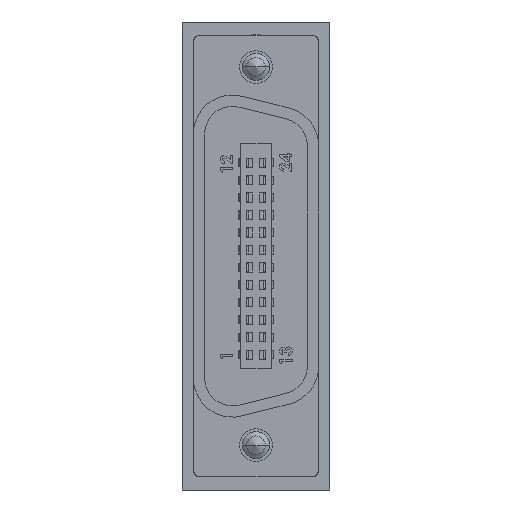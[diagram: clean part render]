
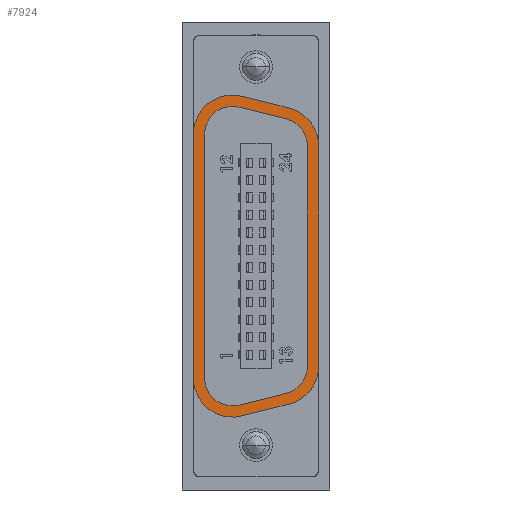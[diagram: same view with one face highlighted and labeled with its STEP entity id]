
A CAD part, left-side view. The second image highlights one B-rep face of the part: STEP entity #7924.
In plain terms, the highlighted face is planar.
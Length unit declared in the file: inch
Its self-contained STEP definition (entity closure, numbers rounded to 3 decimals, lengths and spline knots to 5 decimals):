
#811 = EDGE_CURVE ( 'NONE', #3733, #27749, #9644, .T. ) ;
#2036 = VERTEX_POINT ( 'NONE', #50542 ) ;
#3733 = VERTEX_POINT ( 'NONE', #28494 ) ;
#3739 = AXIS2_PLACEMENT_3D ( 'NONE', #33145, #28090, #14945 ) ;
#3773 = CARTESIAN_POINT ( 'NONE',  ( -0.77886, 0.28, -0.06903 ) ) ;
#5400 = DIRECTION ( 'NONE',  ( 0., 1., 0. ) ) ;
#5822 = VECTOR ( 'NONE', #32812, 39.37008 ) ;
#6064 = DIRECTION ( 'NONE',  ( 1., 0., 0. ) ) ;
#6999 = CARTESIAN_POINT ( 'NONE',  ( -0.53715, 0.28, 0.305 ) ) ;
#7158 = CIRCLE ( 'NONE', #27690, 0.135 ) ;
#7303 = EDGE_CURVE ( 'NONE', #13060, #57882, #48189, .T. ) ;
#7406 = CARTESIAN_POINT ( 'NONE',  ( 0.77886, 0.28, -0.06903 ) ) ;
#7924 = ADVANCED_FACE ( 'NONE', ( #54831, #29136 ), #20681, .T. ) ;
#8016 = ORIENTED_EDGE ( 'NONE', *, *, #49000, .T. ) ;
#8112 = CARTESIAN_POINT ( 'NONE',  ( 0.72549, 0.28, -0.08234 ) ) ;
#8208 = AXIS2_PLACEMENT_3D ( 'NONE', #50909, #36302, #40973 ) ;
#8371 = CIRCLE ( 'NONE', #31482, 0.135 ) ;
#8553 = LINE ( 'NONE', #62248, #50903 ) ;
#8605 = CARTESIAN_POINT ( 'NONE',  ( -0.5945, 0.28, -0.305 ) ) ;
#9644 = LINE ( 'NONE', #8605, #16466 ) ;
#9969 = CARTESIAN_POINT ( 'NONE',  ( -0.53715, 0.28, 0.25 ) ) ;
#10008 = EDGE_CURVE ( 'NONE', #16755, #39432, #18157, .T. ) ;
#10413 = DIRECTION ( 'NONE',  ( 0., 0., 1. ) ) ;
#10816 = LINE ( 'NONE', #60985, #14585 ) ;
#12288 = CARTESIAN_POINT ( 'NONE',  ( -0.5945, 0.28, -0.115 ) ) ;
#12723 = EDGE_LOOP ( 'NONE', ( #16003, #43020, #45371, #24164, #24835, #24732, #51461, #57904 ) ) ;
#13060 = VERTEX_POINT ( 'NONE', #8112 ) ;
#13906 = DIRECTION ( 'NONE',  ( 0.242, 0., 0.97 ) ) ;
#14585 = VECTOR ( 'NONE', #51098, 39.37008 ) ;
#14673 = VECTOR ( 'NONE', #54502, 39.37008 ) ;
#14945 = DIRECTION ( 'NONE',  ( 0., 0., 1. ) ) ;
#16003 = ORIENTED_EDGE ( 'NONE', *, *, #33152, .F. ) ;
#16466 = VECTOR ( 'NONE', #33099, 39.37008 ) ;
#16755 = VERTEX_POINT ( 'NONE', #9969 ) ;
#16957 = EDGE_CURVE ( 'NONE', #28237, #13060, #10816, .T. ) ;
#17372 = DIRECTION ( 'NONE',  ( 0., 1., 0. ) ) ;
#18013 = ORIENTED_EDGE ( 'NONE', *, *, #58021, .T. ) ;
#18157 = LINE ( 'NONE', #49168, #39350 ) ;
#18694 = LINE ( 'NONE', #27939, #5822 ) ;
#18764 = DIRECTION ( 'NONE',  ( 0., 1., 0. ) ) ;
#19127 = DIRECTION ( 'NONE',  ( 0.242, 0., 0.97 ) ) ;
#19630 = EDGE_CURVE ( 'NONE', #46225, #22315, #45982, .T. ) ;
#19731 = EDGE_CURVE ( 'NONE', #39432, #28237, #23964, .T. ) ;
#20681 = PLANE ( 'NONE',  #36359 ) ;
#20866 = EDGE_CURVE ( 'NONE', #22315, #40764, #23251, .T. ) ;
#21003 = AXIS2_PLACEMENT_3D ( 'NONE', #38897, #53047, #53864 ) ;
#22122 = EDGE_CURVE ( 'NONE', #40764, #23530, #54030, .T. ) ;
#22248 = VECTOR ( 'NONE', #13906, 39.37008 ) ;
#22315 = VERTEX_POINT ( 'NONE', #60385 ) ;
#22794 = ORIENTED_EDGE ( 'NONE', *, *, #19630, .T. ) ;
#23251 = CIRCLE ( 'NONE', #54032, 0.19 ) ;
#23530 = VERTEX_POINT ( 'NONE', #7406 ) ;
#23907 = ORIENTED_EDGE ( 'NONE', *, *, #22122, .T. ) ;
#23964 = CIRCLE ( 'NONE', #8208, 0.135 ) ;
#24164 = ORIENTED_EDGE ( 'NONE', *, *, #16957, .F. ) ;
#24732 = ORIENTED_EDGE ( 'NONE', *, *, #10008, .F. ) ;
#24835 = ORIENTED_EDGE ( 'NONE', *, *, #19731, .F. ) ;
#25676 = CARTESIAN_POINT ( 'NONE',  ( -0.77886, 0.28, -0.06903 ) ) ;
#25788 = DIRECTION ( 'NONE',  ( 0., 0., 1. ) ) ;
#25791 = CARTESIAN_POINT ( 'NONE',  ( 0.77886, 0.28, -0.06903 ) ) ;
#27690 = AXIS2_PLACEMENT_3D ( 'NONE', #12288, #17372, #51000 ) ;
#27749 = VERTEX_POINT ( 'NONE', #27867 ) ;
#27867 = CARTESIAN_POINT ( 'NONE',  ( -0.5945, 0.28, -0.305 ) ) ;
#27939 = CARTESIAN_POINT ( 'NONE',  ( 0.5945, 0.28, -0.25 ) ) ;
#28090 = DIRECTION ( 'NONE',  ( 0., 1., 0. ) ) ;
#28237 = VERTEX_POINT ( 'NONE', #46024 ) ;
#28295 = CARTESIAN_POINT ( 'NONE',  ( -0.53715, 0.28, 0.115 ) ) ;
#28494 = CARTESIAN_POINT ( 'NONE',  ( 0.5945, 0.28, -0.305 ) ) ;
#28501 = CIRCLE ( 'NONE', #55302, 0.19 ) ;
#29136 = FACE_OUTER_BOUND ( 'NONE', #48812, .T. ) ;
#29534 = DIRECTION ( 'NONE',  ( 0., 0., 1. ) ) ;
#30109 = DIRECTION ( 'NONE',  ( 0., 1., 0. ) ) ;
#30568 = VERTEX_POINT ( 'NONE', #35517 ) ;
#30874 = DIRECTION ( 'NONE',  ( 0., 1., 0. ) ) ;
#31482 = AXIS2_PLACEMENT_3D ( 'NONE', #58872, #49203, #39713 ) ;
#32812 = DIRECTION ( 'NONE',  ( -1., 0., 0. ) ) ;
#33099 = DIRECTION ( 'NONE',  ( -1., 0., 0. ) ) ;
#33145 = CARTESIAN_POINT ( 'NONE',  ( -0.5945, 0.28, -0.115 ) ) ;
#33152 = EDGE_CURVE ( 'NONE', #2036, #30568, #7158, .T. ) ;
#35517 = CARTESIAN_POINT ( 'NONE',  ( -0.72549, 0.28, -0.08234 ) ) ;
#36038 = EDGE_CURVE ( 'NONE', #36183, #16755, #8371, .T. ) ;
#36183 = VERTEX_POINT ( 'NONE', #49420 ) ;
#36261 = CIRCLE ( 'NONE', #21003, 0.19 ) ;
#36302 = DIRECTION ( 'NONE',  ( 0., 1., 0. ) ) ;
#36359 = AXIS2_PLACEMENT_3D ( 'NONE', #49246, #30874, #25788 ) ;
#36745 = AXIS2_PLACEMENT_3D ( 'NONE', #49109, #30109, #10413 ) ;
#38897 = CARTESIAN_POINT ( 'NONE',  ( 0.5945, 0.28, -0.115 ) ) ;
#38905 = EDGE_CURVE ( 'NONE', #30568, #36183, #8553, .T. ) ;
#39050 = ORIENTED_EDGE ( 'NONE', *, *, #811, .T. ) ;
#39154 = VERTEX_POINT ( 'NONE', #25676 ) ;
#39350 = VECTOR ( 'NONE', #43960, 39.37008 ) ;
#39432 = VERTEX_POINT ( 'NONE', #48896 ) ;
#39713 = DIRECTION ( 'NONE',  ( 0., 0., 1. ) ) ;
#40764 = VERTEX_POINT ( 'NONE', #41233 ) ;
#40973 = DIRECTION ( 'NONE',  ( 0., 0., 1. ) ) ;
#41233 = CARTESIAN_POINT ( 'NONE',  ( 0.72151, 0.28, 0.16097 ) ) ;
#41937 = LINE ( 'NONE', #3773, #22248 ) ;
#43020 = ORIENTED_EDGE ( 'NONE', *, *, #50018, .F. ) ;
#43960 = DIRECTION ( 'NONE',  ( 1., 0., 0. ) ) ;
#44780 = VERTEX_POINT ( 'NONE', #60016 ) ;
#45037 = CARTESIAN_POINT ( 'NONE',  ( -0.53715, 0.28, 0.305 ) ) ;
#45371 = ORIENTED_EDGE ( 'NONE', *, *, #7303, .F. ) ;
#45982 = LINE ( 'NONE', #45037, #55729 ) ;
#46024 = CARTESIAN_POINT ( 'NONE',  ( 0.66814, 0.28, 0.14766 ) ) ;
#46225 = VERTEX_POINT ( 'NONE', #6999 ) ;
#46517 = EDGE_CURVE ( 'NONE', #23530, #3733, #36261, .T. ) ;
#47478 = ORIENTED_EDGE ( 'NONE', *, *, #20866, .T. ) ;
#48189 = CIRCLE ( 'NONE', #36745, 0.135 ) ;
#48812 = EDGE_LOOP ( 'NONE', ( #8016, #53727, #18013, #22794, #47478, #23907, #55990, #39050 ) ) ;
#48896 = CARTESIAN_POINT ( 'NONE',  ( 0.53715, 0.28, 0.25 ) ) ;
#48911 = EDGE_CURVE ( 'NONE', #39154, #44780, #41937, .T. ) ;
#49000 = EDGE_CURVE ( 'NONE', #27749, #39154, #54027, .T. ) ;
#49109 = CARTESIAN_POINT ( 'NONE',  ( 0.5945, 0.28, -0.115 ) ) ;
#49168 = CARTESIAN_POINT ( 'NONE',  ( -0.53715, 0.28, 0.25 ) ) ;
#49203 = DIRECTION ( 'NONE',  ( 0., 1., 0. ) ) ;
#49246 = CARTESIAN_POINT ( 'NONE',  ( -0.5945, 0.28, -0.115 ) ) ;
#49420 = CARTESIAN_POINT ( 'NONE',  ( -0.66814, 0.28, 0.14766 ) ) ;
#50018 = EDGE_CURVE ( 'NONE', #57882, #2036, #18694, .T. ) ;
#50542 = CARTESIAN_POINT ( 'NONE',  ( -0.5945, 0.28, -0.25 ) ) ;
#50903 = VECTOR ( 'NONE', #19127, 39.37008 ) ;
#50909 = CARTESIAN_POINT ( 'NONE',  ( 0.53715, 0.28, 0.115 ) ) ;
#51000 = DIRECTION ( 'NONE',  ( 0., 0., 1. ) ) ;
#51098 = DIRECTION ( 'NONE',  ( 0.242, 0., -0.97 ) ) ;
#51461 = ORIENTED_EDGE ( 'NONE', *, *, #36038, .F. ) ;
#51986 = CARTESIAN_POINT ( 'NONE',  ( 0.5945, 0.28, -0.25 ) ) ;
#53022 = DIRECTION ( 'NONE',  ( 0., 0., 1. ) ) ;
#53047 = DIRECTION ( 'NONE',  ( 0., 1., 0. ) ) ;
#53727 = ORIENTED_EDGE ( 'NONE', *, *, #48911, .T. ) ;
#53810 = CARTESIAN_POINT ( 'NONE',  ( 0.53715, 0.28, 0.115 ) ) ;
#53864 = DIRECTION ( 'NONE',  ( 0., 0., 1. ) ) ;
#54027 = CIRCLE ( 'NONE', #3739, 0.19 ) ;
#54030 = LINE ( 'NONE', #25791, #14673 ) ;
#54032 = AXIS2_PLACEMENT_3D ( 'NONE', #53810, #5400, #29534 ) ;
#54502 = DIRECTION ( 'NONE',  ( 0.242, 0., -0.97 ) ) ;
#54831 = FACE_BOUND ( 'NONE', #12723, .T. ) ;
#55302 = AXIS2_PLACEMENT_3D ( 'NONE', #28295, #18764, #53022 ) ;
#55729 = VECTOR ( 'NONE', #6064, 39.37008 ) ;
#55990 = ORIENTED_EDGE ( 'NONE', *, *, #46517, .T. ) ;
#57882 = VERTEX_POINT ( 'NONE', #51986 ) ;
#57904 = ORIENTED_EDGE ( 'NONE', *, *, #38905, .F. ) ;
#58021 = EDGE_CURVE ( 'NONE', #44780, #46225, #28501, .T. ) ;
#58872 = CARTESIAN_POINT ( 'NONE',  ( -0.53715, 0.28, 0.115 ) ) ;
#60016 = CARTESIAN_POINT ( 'NONE',  ( -0.72151, 0.28, 0.16097 ) ) ;
#60385 = CARTESIAN_POINT ( 'NONE',  ( 0.53715, 0.28, 0.305 ) ) ;
#60985 = CARTESIAN_POINT ( 'NONE',  ( 0.66814, 0.28, 0.14766 ) ) ;
#62248 = CARTESIAN_POINT ( 'NONE',  ( -0.72549, 0.28, -0.08234 ) ) ;
